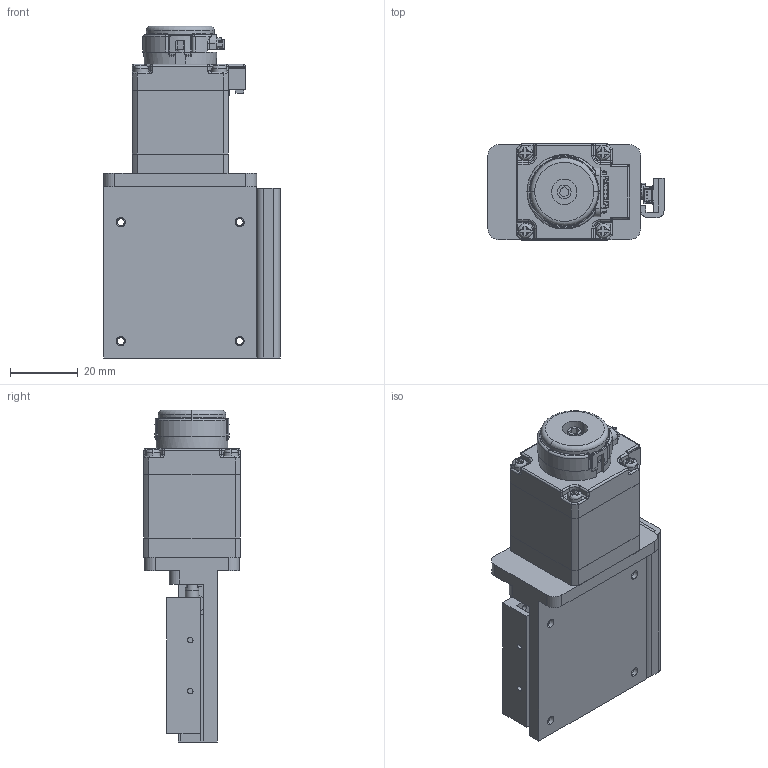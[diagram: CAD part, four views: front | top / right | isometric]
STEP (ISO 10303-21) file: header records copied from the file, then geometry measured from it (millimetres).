
FILE_DESCRIPTION (( 'STEP AP214' ), '1' );
FILE_NAME ('nPS35-XXXS12.STEP', '2021-12-01T23:45:43', ( '' ), ( '' ), 'SwSTEP 2.0', 'SolidWorks 2021', '' );
FILE_SCHEMA (( 'AUTOMOTIVE_DESIGN' ));
Length unit declared in the file: millimetre
Products named in the file (6): nPS35-XXXS12; nPS35-XXXS12 - CARRIAGE_Ball Screw; nPS35-XXXS12 - BASE_Ball Screw; nPS35-XXXS12 - SENSOR PCB_MIN; nPS35-XXXS12 - SENSOR BRACKET_Ball Screw; nPS35-XXXS12 - SENSOR PCB_MAX
Assembly tree (5 placements, depth 2):
  nPS35-XXXS12
    nPS35-XXXS12 - BASE_Ball Screw
    nPS35-XXXS12 - CARRIAGE_Ball Screw
    nPS35-XXXS12 - SENSOR BRACKET_Ball Screw
    nPS35-XXXS12 - SENSOR PCB_MIN
    nPS35-XXXS12 - SENSOR PCB_MAX
Bounding box: 51.92 x 28.3 x 97.83 mm (x, y, z)
Volume: 59990.5 mm3; surface area: 28025.3 mm2
Topology: 5 solids, 8 shells, 1661 faces, 4415 edges, 2794 vertices
Faces by surface type: plane 1163, cylinder 286, bspline 126, cone 41, torus 39, sphere 6
Entity records: 72811 total; most frequent: CARTESIAN_POINT 13894, ORIENTED_EDGE 8786, DIRECTION 7921, EDGE_CURVE 4393, LINE 3275, VECTOR 3275, VERTEX_POINT 2794, AXIS2_PLACEMENT_3D 2323
